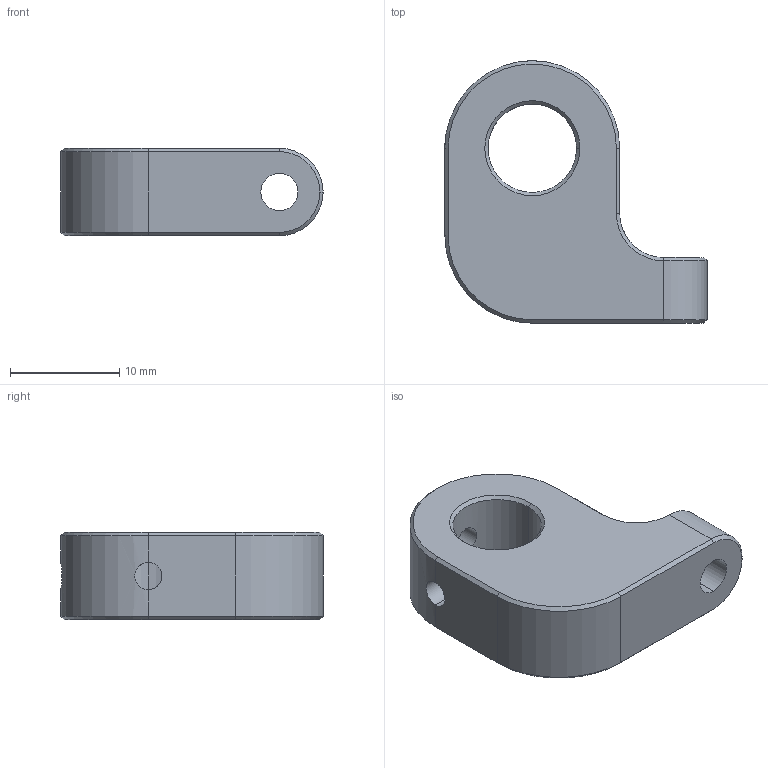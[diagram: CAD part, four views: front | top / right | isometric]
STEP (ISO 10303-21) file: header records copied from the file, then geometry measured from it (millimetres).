
FILE_DESCRIPTION (( 'STEP AP214' ), '1' );
FILE_NAME ('1225-10928 - Rev01 .step', '2019-07-15T13:48:04', ( '' ), ( '' ), 'SwSTEP 2.0', 'SolidWorks 2019', '' );
FILE_SCHEMA (( 'AUTOMOTIVE_DESIGN' ));
Length unit declared in the file: millimetre
Products named in the file (1): 1225-10928 - Rev01 
Bounding box: 24 x 24 x 8 mm (x, y, z)
Volume: 2518.7 mm3; surface area: 1613 mm2
Topology: 1 solids, 1 shells, 42 faces, 98 edges, 56 vertices
Faces by surface type: cylinder 15, cone 14, plane 13
Entity records: 1424 total; most frequent: CARTESIAN_POINT 369, DIRECTION 212, ORIENTED_EDGE 196, EDGE_CURVE 98, AXIS2_PLACEMENT_3D 79, VERTEX_POINT 56, VECTOR 54, LINE 54
